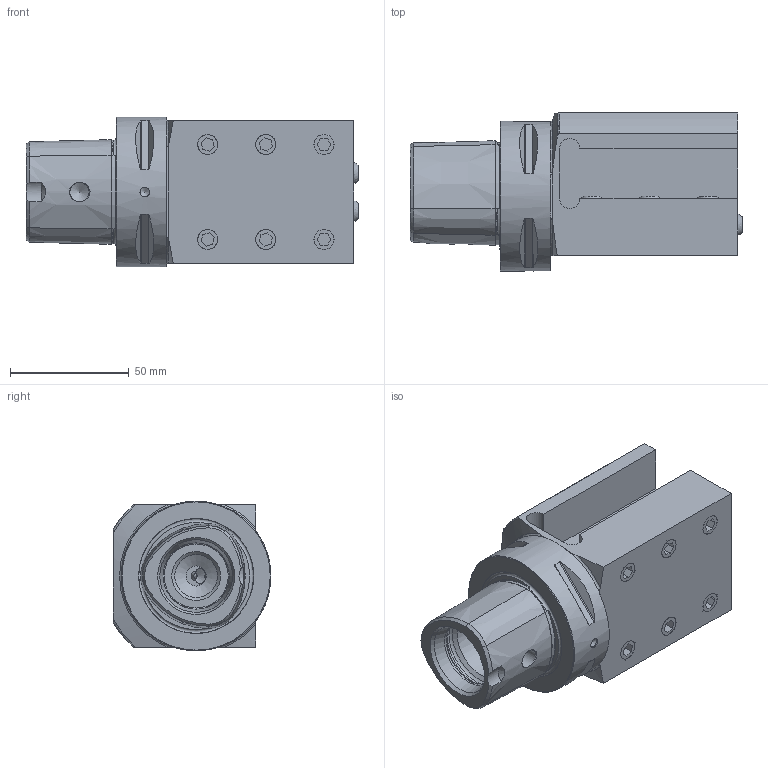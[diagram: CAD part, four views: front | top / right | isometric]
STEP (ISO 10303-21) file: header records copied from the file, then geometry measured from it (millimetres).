
FILE_DESCRIPTION (( 'STEP AP214' ), '1' );
FILE_NAME ('PS6.V20.L21.100.STEP', '2020-11-20T16:05:09', ( '' ), ( '' ), 'SwSTEP 2.0', 'SolidWorks 2017', '' );
FILE_SCHEMA (( 'AUTOMOTIVE_DESIGN' ));
Length unit declared in the file: millimetre
Products named in the file (6): KU1-U12.001.010_1; ISO 4026 - M10 x 25; PS6.V20.L21.100; PS6-V20.L21.100_A; KU1-U12.001.010_2; KU1-U12.001.010
Assembly tree (11 placements, depth 3):
  PS6.V20.L21.100
    PS6-V20.L21.100_A
    ISO 4026 - M10 x 25  x6
    KU1-U12.001.010  x2
      KU1-U12.001.010_1
      KU1-U12.001.010_2
Bounding box: 139.8 x 66.5 x 63 mm (x, y, z)
Volume: 304014.3 mm3; surface area: 58998.5 mm2
Topology: 11 solids, 11 shells, 225 faces, 532 edges, 340 vertices
Faces by surface type: plane 96, cone 56, cylinder 50, torus 19, sphere 4
Full cylindrical faces by diameter (mm): 2 x1, 4 x1, 4.2 x4, 7 x2, 8.1 x2, 8.5 x7, 10 x6, 12 x4, 18 x1, 28 x2, 32 x1, 63 x1
Entity records: 5268 total; most frequent: CARTESIAN_POINT 1582, DIRECTION 694, ORIENTED_EDGE 640, EDGE_CURVE 320, AXIS2_PLACEMENT_3D 295, EDGE_LOOP 229, VERTEX_POINT 227, FACE_OUTER_BOUND 185
